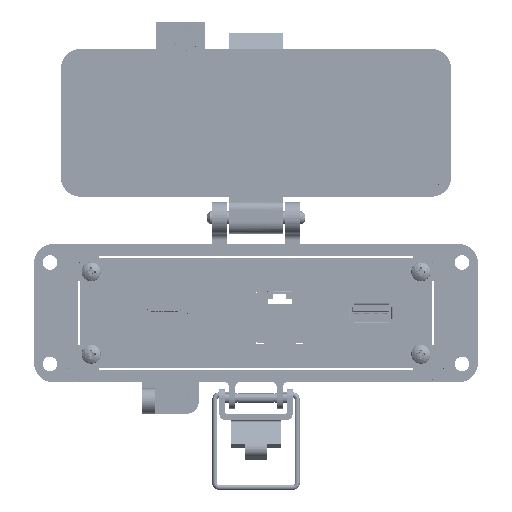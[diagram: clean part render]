
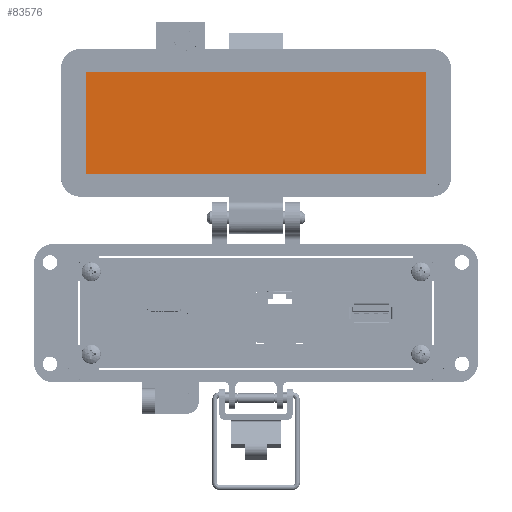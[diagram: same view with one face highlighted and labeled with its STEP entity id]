
A CAD part, top view. The second image highlights one B-rep face of the part: STEP entity #83576.
In plain terms, the highlighted planar face has unit normal (0, 0, 1).
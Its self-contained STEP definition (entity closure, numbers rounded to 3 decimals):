
#3385 = FACE_OUTER_BOUND ( 'NONE', #49474, .T. ) ;
#3552 = CARTESIAN_POINT ( 'NONE',  ( -53.75, 67.154, -25.55 ) ) ;
#7902 = VECTOR ( 'NONE', #48923, 1000. ) ;
#11574 = VECTOR ( 'NONE', #117108, 1000. ) ;
#13015 = CARTESIAN_POINT ( 'NONE',  ( 53.75, 51.154, -25.55 ) ) ;
#14098 = ORIENTED_EDGE ( 'NONE', *, *, #44590, .F. ) ;
#20349 = CARTESIAN_POINT ( 'NONE',  ( -8.5, 83.154, -25.55 ) ) ;
#23459 = VERTEX_POINT ( 'NONE', #110900 ) ;
#27969 = CARTESIAN_POINT ( 'NONE',  ( 42., 51.154, -25.55 ) ) ;
#32725 = EDGE_CURVE ( 'NONE', #109697, #23459, #59068, .T. ) ;
#39671 = EDGE_CURVE ( 'NONE', #133464, #117726, #60936, .T. ) ;
#44590 = EDGE_CURVE ( 'NONE', #23459, #133464, #54961, .T. ) ;
#46828 = CARTESIAN_POINT ( 'NONE',  ( 53.75, 67.154, -25.55 ) ) ;
#48923 = DIRECTION ( 'NONE',  ( -1., 0., 0. ) ) ;
#49474 = EDGE_LOOP ( 'NONE', ( #70770, #14098, #84540, #52522 ) ) ;
#52522 = ORIENTED_EDGE ( 'NONE', *, *, #62497, .F. ) ;
#54961 = LINE ( 'NONE', #3552, #11574 ) ;
#55129 = CARTESIAN_POINT ( 'NONE',  ( -53.75, 83.154, -25.55 ) ) ;
#59068 = LINE ( 'NONE', #27969, #7902 ) ;
#60936 = LINE ( 'NONE', #20349, #88903 ) ;
#62497 = EDGE_CURVE ( 'NONE', #117726, #109697, #104327, .T. ) ;
#70770 = ORIENTED_EDGE ( 'NONE', *, *, #39671, .F. ) ;
#81200 = DIRECTION ( 'NONE',  ( 1., 0., 0. ) ) ;
#83576 = ADVANCED_FACE ( 'NONE', ( #3385 ), #97324, .T. ) ;
#84540 = ORIENTED_EDGE ( 'NONE', *, *, #32725, .F. ) ;
#87370 = DIRECTION ( 'NONE',  ( 0., -1., 0. ) ) ;
#88903 = VECTOR ( 'NONE', #81200, 1000. ) ;
#96648 = DIRECTION ( 'NONE',  ( 0., -1., 0. ) ) ;
#97324 = PLANE ( 'NONE',  #105156 ) ;
#104327 = LINE ( 'NONE', #46828, #132118 ) ;
#105156 = AXIS2_PLACEMENT_3D ( 'NONE', #118282, #106136, #96648 ) ;
#106136 = DIRECTION ( 'NONE',  ( 0., 0., 1. ) ) ;
#109697 = VERTEX_POINT ( 'NONE', #13015 ) ;
#110900 = CARTESIAN_POINT ( 'NONE',  ( -53.75, 51.154, -25.55 ) ) ;
#117108 = DIRECTION ( 'NONE',  ( 0., 1., 0. ) ) ;
#117726 = VERTEX_POINT ( 'NONE', #126120 ) ;
#118282 = CARTESIAN_POINT ( 'NONE',  ( -8.5, 67.154, -25.55 ) ) ;
#126120 = CARTESIAN_POINT ( 'NONE',  ( 53.75, 83.154, -25.55 ) ) ;
#132118 = VECTOR ( 'NONE', #87370, 1000. ) ;
#133464 = VERTEX_POINT ( 'NONE', #55129 ) ;
